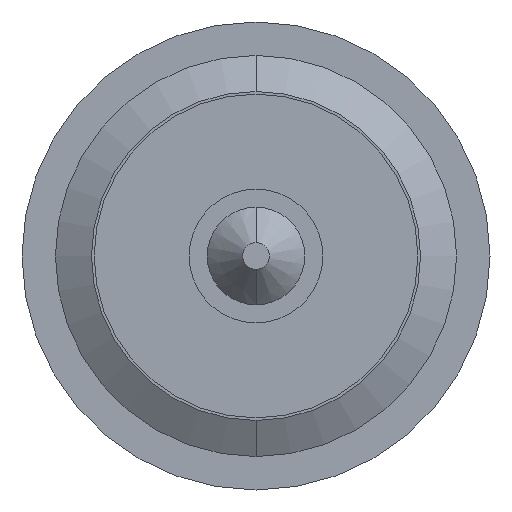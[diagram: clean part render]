
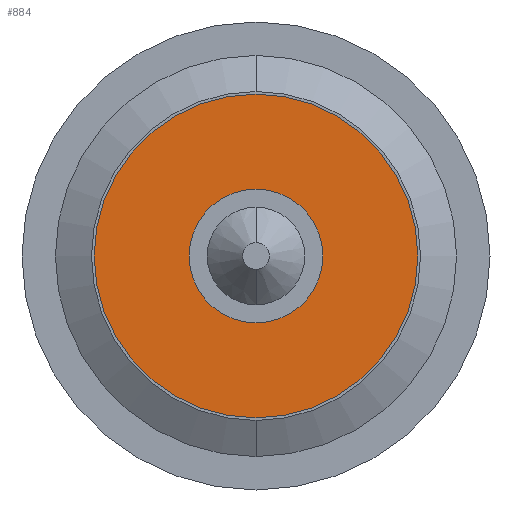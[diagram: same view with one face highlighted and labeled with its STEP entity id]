
A CAD part, front view. The second image highlights one B-rep face of the part: STEP entity #884.
In plain terms, the highlighted planar face has unit normal (0, -1, 0).
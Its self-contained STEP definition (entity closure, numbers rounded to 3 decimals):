
#91 = ORIENTED_EDGE ( 'NONE', *, *, #195, .T. ) ;
#143 = PLANE ( 'NONE',  #4278 ) ;
#145 = DIRECTION ( 'NONE',  ( 0., 0., 1. ) ) ;
#154 = DIRECTION ( 'NONE',  ( 0., 1., 0. ) ) ;
#195 = EDGE_CURVE ( 'Defeature ausgef�hrt2_29+Defeature ausgef�hrt2_28+Defeature ausgef�hrt2_28+Defeature ausgef�hrt2_28', #2223, #4006, #872, .T. ) ;
#363 = ORIENTED_EDGE ( 'NONE', *, *, #4302, .F. ) ;
#473 = FACE_OUTER_BOUND ( 'NONE', #2681, .T. ) ;
#672 = AXIS2_PLACEMENT_3D ( 'NONE', #4053, #1086, #145 ) ;
#872 = CIRCLE ( 'NONE', #3310, 0.5 ) ;
#884 = ADVANCED_FACE ( 'Defeature ausgef�hrt2_29', ( #2540, #473 ), #143, .F. ) ;
#1010 = CIRCLE ( 'NONE', #2546, 1.21 ) ;
#1086 = DIRECTION ( 'NONE',  ( 0., 1., 0. ) ) ;
#1327 = DIRECTION ( 'NONE',  ( 0., 0., 1. ) ) ;
#1486 = DIRECTION ( 'NONE',  ( 0., 0., 1. ) ) ;
#1636 = EDGE_LOOP ( 'NONE', ( #91, #3707 ) ) ;
#1669 = CARTESIAN_POINT ( 'NONE',  ( 0., -13.1, 0. ) ) ;
#2223 = VERTEX_POINT ( 'NONE', #2758 ) ;
#2245 = VERTEX_POINT ( 'NONE', #3595 ) ;
#2340 = CIRCLE ( 'NONE', #2889, 1.21 ) ;
#2456 = EDGE_CURVE ( 'Defeature ausgef�hrt2_30+Defeature ausgef�hrt2_29+Defeature ausgef�hrt2_29+Defeature ausgef�hrt2_29', #3480, #2245, #1010, .T. ) ;
#2540 = FACE_BOUND ( 'NONE', #1636, .T. ) ;
#2546 = AXIS2_PLACEMENT_3D ( 'NONE', #4064, #4127, #3385 ) ;
#2681 = EDGE_LOOP ( 'NONE', ( #3057, #363 ) ) ;
#2758 = CARTESIAN_POINT ( 'NONE',  ( 0., -13.1, 0.5 ) ) ;
#2889 = AXIS2_PLACEMENT_3D ( 'NONE', #1669, #3621, #1327 ) ;
#2893 = CARTESIAN_POINT ( 'NONE',  ( 0., -13.1, 1.21 ) ) ;
#3057 = ORIENTED_EDGE ( 'NONE', *, *, #2456, .F. ) ;
#3264 = EDGE_CURVE ( 'Defeature ausgef�hrt2_29+Defeature ausgef�hrt2_28+Defeature ausgef�hrt2_28+Defeature ausgef�hrt2_28', #4006, #2223, #4232, .T. ) ;
#3310 = AXIS2_PLACEMENT_3D ( 'NONE', #3481, #154, #1486 ) ;
#3385 = DIRECTION ( 'NONE',  ( 0., 0., 1. ) ) ;
#3480 = VERTEX_POINT ( 'NONE', #2893 ) ;
#3481 = CARTESIAN_POINT ( 'NONE',  ( 0., -13.1, 0. ) ) ;
#3532 = CARTESIAN_POINT ( 'NONE',  ( 0.515, -13.1, 0. ) ) ;
#3595 = CARTESIAN_POINT ( 'NONE',  ( 0., -13.1, -1.21 ) ) ;
#3621 = DIRECTION ( 'NONE',  ( 0., 1., 0. ) ) ;
#3707 = ORIENTED_EDGE ( 'NONE', *, *, #3264, .T. ) ;
#3716 = CARTESIAN_POINT ( 'NONE',  ( 0., -13.1, -0.5 ) ) ;
#4006 = VERTEX_POINT ( 'NONE', #3716 ) ;
#4053 = CARTESIAN_POINT ( 'NONE',  ( 0., -13.1, 0. ) ) ;
#4064 = CARTESIAN_POINT ( 'NONE',  ( 0., -13.1, 0. ) ) ;
#4127 = DIRECTION ( 'NONE',  ( 0., 1., 0. ) ) ;
#4138 = DIRECTION ( 'NONE',  ( 0., 0., 1. ) ) ;
#4231 = DIRECTION ( 'NONE',  ( 0., 1., 0. ) ) ;
#4232 = CIRCLE ( 'NONE', #672, 0.5 ) ;
#4278 = AXIS2_PLACEMENT_3D ( 'NONE', #3532, #4231, #4138 ) ;
#4302 = EDGE_CURVE ( 'Defeature ausgef�hrt2_30+Defeature ausgef�hrt2_29+Defeature ausgef�hrt2_29+Defeature ausgef�hrt2_29', #2245, #3480, #2340, .T. ) ;
